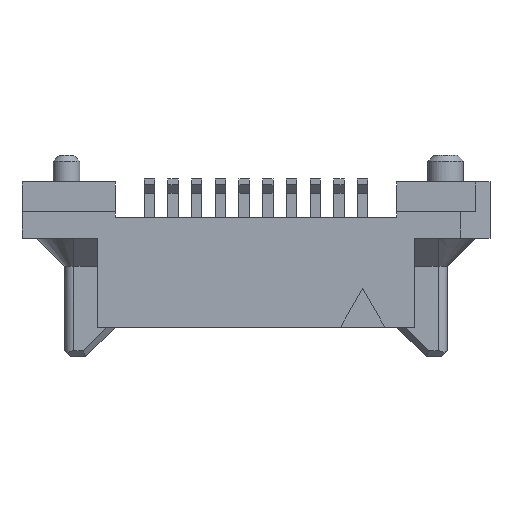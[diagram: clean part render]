
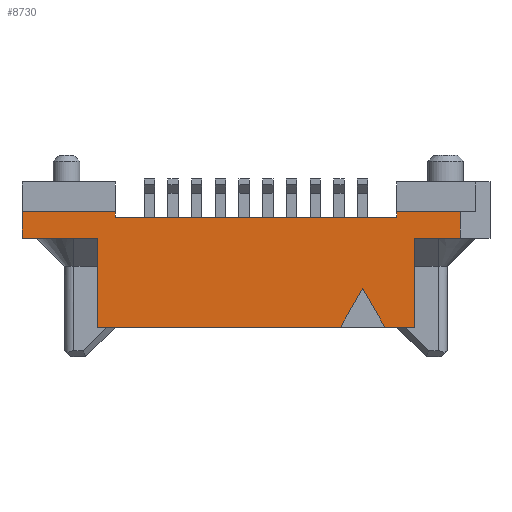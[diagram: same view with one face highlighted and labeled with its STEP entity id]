
A CAD part, front view. The second image highlights one B-rep face of the part: STEP entity #8730.
In plain terms, the highlighted planar face has unit normal (0, -1, 0).
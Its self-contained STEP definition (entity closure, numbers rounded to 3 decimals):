
#200=CARTESIAN_POINT('',(4.75,-2.15,6.6));
#210=VERTEX_POINT('',#200);
#240=CARTESIAN_POINT('',(0.,-2.15,6.6));
#250=DIRECTION('',(-1.,0.,0.));
#260=VECTOR('',#250,1.);
#270=LINE('',#240,#260);
#280=CARTESIAN_POINT('',(-4.75,-2.15,6.6));
#290=VERTEX_POINT('',#280);
#300=EDGE_CURVE('',#210,#290,#270,.T.);
#7590=CARTESIAN_POINT('',(-4.75,-2.15,5.9));
#7600=DIRECTION('',(-0.,-1.,-0.));
#7610=DIRECTION('',(-1.,0.,0.));
#7620=AXIS2_PLACEMENT_3D('',#7590,#7600,#7610);
#7630=PLANE('',#7620);
#7640=CARTESIAN_POINT('',(1.129,-2.15,5.9));
#7650=DIRECTION('',(-1.,0.,0.));
#7660=VECTOR('',#7650,1.);
#7670=LINE('',#7640,#7660);
#7680=CARTESIAN_POINT('',(6.9,-2.15,5.9));
#7690=VERTEX_POINT('',#7680);
#7700=CARTESIAN_POINT('',(5.35,-2.15,5.9));
#7710=VERTEX_POINT('',#7700);
#7720=EDGE_CURVE('',#7690,#7710,#7670,.T.);
#7730=ORIENTED_EDGE('',*,*,#7720,.F.);
#7740=CARTESIAN_POINT('',(5.35,-2.15,5.9));
#7750=DIRECTION('',(0.,0.,-1.));
#7760=VECTOR('',#7750,1.);
#7770=LINE('',#7740,#7760);
#7780=CARTESIAN_POINT('',(5.35,-2.15,2.9));
#7790=VERTEX_POINT('',#7780);
#7800=EDGE_CURVE('',#7710,#7790,#7770,.T.);
#7810=ORIENTED_EDGE('',*,*,#7800,.F.);
#7820=CARTESIAN_POINT('',(-1.129,-2.15,2.9));
#7830=DIRECTION('',(1.,0.,0.));
#7840=VECTOR('',#7830,1.);
#7850=LINE('',#7820,#7840);
#7860=CARTESIAN_POINT('',(4.35,-2.15,2.9));
#7870=VERTEX_POINT('',#7860);
#7880=EDGE_CURVE('',#7870,#7790,#7850,.T.);
#7890=ORIENTED_EDGE('',*,*,#7880,.T.);
#7900=CARTESIAN_POINT('',(2.618,-2.15,5.9));
#7910=DIRECTION('',(-0.5,0.,0.866));
#7920=VECTOR('',#7910,1.);
#7930=LINE('',#7900,#7920);
#7940=CARTESIAN_POINT('',(3.6,-2.15,4.199));
#7950=VERTEX_POINT('',#7940);
#7960=EDGE_CURVE('',#7870,#7950,#7930,.T.);
#7970=ORIENTED_EDGE('',*,*,#7960,.F.);
#7980=CARTESIAN_POINT('',(4.582,-2.15,5.9));
#7990=DIRECTION('',(-0.5,0.,-0.866));
#8000=VECTOR('',#7990,1.);
#8010=LINE('',#7980,#8000);
#8020=CARTESIAN_POINT('',(2.85,-2.15,2.9));
#8030=VERTEX_POINT('',#8020);
#8040=EDGE_CURVE('',#7950,#8030,#8010,.T.);
#8050=ORIENTED_EDGE('',*,*,#8040,.F.);
#8060=CARTESIAN_POINT('',(-5.35,-2.15,2.9));
#8070=VERTEX_POINT('',#8060);
#8080=EDGE_CURVE('',#8070,#8030,#7850,.T.);
#8090=ORIENTED_EDGE('',*,*,#8080,.T.);
#8100=CARTESIAN_POINT('',(-5.35,-2.15,5.9));
#8110=DIRECTION('',(0.,0.,-1.));
#8120=VECTOR('',#8110,1.);
#8130=LINE('',#8100,#8120);
#8140=CARTESIAN_POINT('',(-5.35,-2.15,5.9));
#8150=VERTEX_POINT('',#8140);
#8160=EDGE_CURVE('',#8150,#8070,#8130,.T.);
#8170=ORIENTED_EDGE('',*,*,#8160,.T.);
#8180=CARTESIAN_POINT('',(-1.129,-2.15,5.9));
#8190=DIRECTION('',(1.,0.,0.));
#8200=VECTOR('',#8190,1.);
#8210=LINE('',#8180,#8200);
#8220=CARTESIAN_POINT('',(-7.9,-2.15,5.9));
#8230=VERTEX_POINT('',#8220);
#8240=EDGE_CURVE('',#8230,#8150,#8210,.T.);
#8250=ORIENTED_EDGE('',*,*,#8240,.T.);
#8260=CARTESIAN_POINT('',(-7.9,-2.15,5.9));
#8270=DIRECTION('',(0.,0.,1.));
#8280=VECTOR('',#8270,1.);
#8290=LINE('',#8260,#8280);
#8300=CARTESIAN_POINT('',(-7.9,-2.15,6.8));
#8310=VERTEX_POINT('',#8300);
#8320=EDGE_CURVE('',#8230,#8310,#8290,.T.);
#8330=ORIENTED_EDGE('',*,*,#8320,.F.);
#8340=CARTESIAN_POINT('',(-1.129,-2.15,6.8));
#8350=DIRECTION('',(1.,0.,0.));
#8360=VECTOR('',#8350,1.);
#8370=LINE('',#8340,#8360);
#8380=CARTESIAN_POINT('',(-4.75,-2.15,6.8));
#8390=VERTEX_POINT('',#8380);
#8400=EDGE_CURVE('',#8310,#8390,#8370,.T.);
#8410=ORIENTED_EDGE('',*,*,#8400,.F.);
#8420=CARTESIAN_POINT('',(-4.75,-2.15,5.9));
#8430=DIRECTION('',(0.,0.,1.));
#8440=VECTOR('',#8430,1.);
#8450=LINE('',#8420,#8440);
#8460=EDGE_CURVE('',#290,#8390,#8450,.T.);
#8470=ORIENTED_EDGE('',*,*,#8460,.T.);
#8480=ORIENTED_EDGE('',*,*,#300,.T.);
#8490=CARTESIAN_POINT('',(4.75,-2.15,5.9));
#8500=DIRECTION('',(0.,0.,1.));
#8510=VECTOR('',#8500,1.);
#8520=LINE('',#8490,#8510);
#8530=CARTESIAN_POINT('',(4.75,-2.15,6.8));
#8540=VERTEX_POINT('',#8530);
#8550=EDGE_CURVE('',#210,#8540,#8520,.T.);
#8560=ORIENTED_EDGE('',*,*,#8550,.F.);
#8570=CARTESIAN_POINT('',(1.129,-2.15,6.8));
#8580=DIRECTION('',(-1.,0.,0.));
#8590=VECTOR('',#8580,1.);
#8600=LINE('',#8570,#8590);
#8610=CARTESIAN_POINT('',(6.9,-2.15,6.8));
#8620=VERTEX_POINT('',#8610);
#8630=EDGE_CURVE('',#8620,#8540,#8600,.T.);
#8640=ORIENTED_EDGE('',*,*,#8630,.T.);
#8650=CARTESIAN_POINT('',(6.9,-2.15,6.35));
#8660=DIRECTION('',(0.,0.,1.));
#8670=VECTOR('',#8660,1.);
#8680=LINE('',#8650,#8670);
#8690=EDGE_CURVE('',#7690,#8620,#8680,.T.);
#8700=ORIENTED_EDGE('',*,*,#8690,.T.);
#8710=EDGE_LOOP('',(#8700,#8640,#8560,#8480,#8470,#8410,#8330,#8250,
#8170,#8090,#8050,#7970,#7890,#7810,#7730));
#8720=FACE_OUTER_BOUND('',#8710,.T.);
#8730=ADVANCED_FACE('',(#8720),#7630,.T.);
